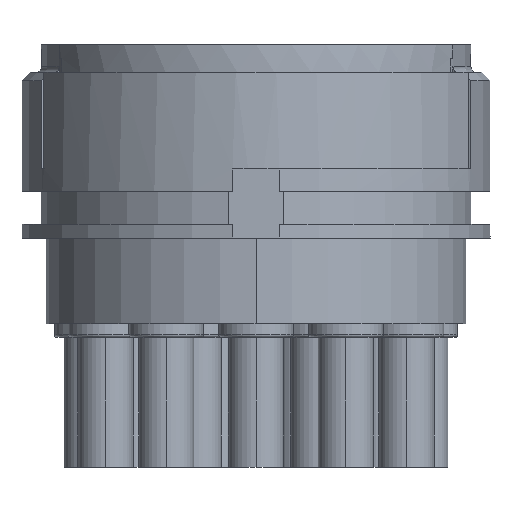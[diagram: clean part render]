
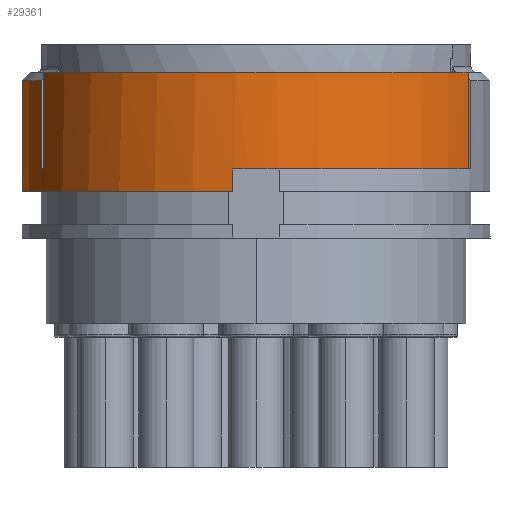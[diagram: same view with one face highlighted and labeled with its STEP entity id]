
A CAD part, front view. The second image highlights one B-rep face of the part: STEP entity #29361.
In plain terms, the highlighted cylindrical face has radius 8.5 mm (diameter 17 mm), a partial arc.
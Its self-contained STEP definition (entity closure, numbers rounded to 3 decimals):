
#2097=DIRECTION('',(0.,0.,1.));
#2098=VECTOR('',#2097,3.2);
#2099=CARTESIAN_POINT('',(-7.765,3.457,0.));
#2100=LINE('',#2099,#2098);
#2114=CARTESIAN_POINT('',(0.,0.,0.));
#2115=DIRECTION('',(0.,0.,1.));
#2116=DIRECTION('',(-0.904,0.428,0.));
#2117=AXIS2_PLACEMENT_3D('',#2114,#2115,#2116);
#2119=CARTESIAN_POINT('',(0.,0.,0.));
#2120=DIRECTION('',(0.,0.,-1.));
#2121=DIRECTION('',(0.1,-0.995,0.));
#2122=AXIS2_PLACEMENT_3D('',#2119,#2120,#2121);
#2124=CARTESIAN_POINT('',(0.,0.,-0.8));
#2125=DIRECTION('',(0.,0.,1.));
#2126=DIRECTION('',(-0.904,0.428,0.));
#2127=AXIS2_PLACEMENT_3D('',#2124,#2125,#2126);
#2129=CARTESIAN_POINT('',(0.,0.,0.));
#2130=DIRECTION('',(0.,0.,1.));
#2131=DIRECTION('',(0.1,-0.995,0.));
#2132=AXIS2_PLACEMENT_3D('',#2129,#2130,#2131);
#2352=DIRECTION('',(0.,0.,1.));
#2353=VECTOR('',#2352,0.8);
#2354=CARTESIAN_POINT('',(-7.684,3.634,-0.8));
#2355=LINE('',#2354,#2353);
#2368=DIRECTION('',(0.,0.,1.));
#2369=VECTOR('',#2368,0.8);
#2370=CARTESIAN_POINT('',(-0.85,-8.457,-0.8));
#2371=LINE('',#2370,#2369);
#15353=DIRECTION('',(0.,0.,-1.));
#15354=VECTOR('',#15353,3.5);
#15355=CARTESIAN_POINT('',(7.68,-3.643,3.5));
#15356=LINE('',#15355,#15354);
#15382=CARTESIAN_POINT('',(0.,0.,3.5));
#15383=DIRECTION('',(0.,0.,-1.));
#15384=DIRECTION('',(0.903,-0.429,0.));
#15385=AXIS2_PLACEMENT_3D('',#15382,#15383,#15384);
#15410=CARTESIAN_POINT('',(-7.499,-3.558,0.));
#15411=DIRECTION('',(0.,0.,1.));
#15412=DIRECTION('',(-0.914,-0.407,0.));
#15413=AXIS2_PLACEMENT_3D('',#15410,#15411,#15412);
#15435=DIRECTION('',(0.,0.,1.));
#15436=VECTOR('',#15435,3.5);
#15437=CARTESIAN_POINT('',(-7.68,-3.643,0.));
#15438=LINE('',#15437,#15436);
#15457=CARTESIAN_POINT('',(0.,0.,0.));
#15458=DIRECTION('',(0.,0.,1.));
#15459=DIRECTION('',(-0.914,-0.407,0.));
#15460=AXIS2_PLACEMENT_3D('',#15457,#15458,#15459);
#15475=DIRECTION('',(0.,0.,1.));
#15476=VECTOR('',#15475,3.2);
#15477=CARTESIAN_POINT('',(-7.765,-3.457,0.));
#15478=LINE('',#15477,#15476);
#15479=CARTESIAN_POINT('',(0.,0.,3.2));
#15480=DIRECTION('',(0.,0.,1.));
#15481=DIRECTION('',(-0.914,0.407,0.));
#15482=AXIS2_PLACEMENT_3D('',#15479,#15480,#15481);
#24068=CARTESIAN_POINT('',(7.68,-3.643,3.5));
#24070=VERTEX_POINT('',#24068);
#24084=CARTESIAN_POINT('',(-7.68,-3.643,3.5));
#24086=VERTEX_POINT('',#24084);
#24545=CARTESIAN_POINT('',(-7.684,3.634,0.));
#24546=CARTESIAN_POINT('',(-7.765,3.457,0.));
#24547=VERTEX_POINT('',#24545);
#24548=VERTEX_POINT('',#24546);
#24631=CARTESIAN_POINT('',(-0.85,-8.457,-0.8));
#24633=VERTEX_POINT('',#24631);
#24653=CARTESIAN_POINT('',(-7.684,3.634,-0.8));
#24654=VERTEX_POINT('',#24653);
#24657=CARTESIAN_POINT('',(-7.765,3.457,3.2));
#24658=CARTESIAN_POINT('',(-7.765,-3.457,3.2));
#24659=VERTEX_POINT('',#24657);
#24660=VERTEX_POINT('',#24658);
#24673=CARTESIAN_POINT('',(-7.765,-3.457,0.));
#24674=VERTEX_POINT('',#24673);
#27385=CARTESIAN_POINT('',(-7.682,-3.639,0.));
#27386=CARTESIAN_POINT('',(-7.68,-3.643,0.));
#27387=VERTEX_POINT('',#27385);
#27388=VERTEX_POINT('',#27386);
#27389=CARTESIAN_POINT('',(0.85,-8.457,0.));
#27390=CARTESIAN_POINT('',(7.68,-3.643,0.));
#27391=VERTEX_POINT('',#27389);
#27392=VERTEX_POINT('',#27390);
#27403=CARTESIAN_POINT('',(-0.85,-8.457,0.));
#27405=VERTEX_POINT('',#27403);
#29328=CARTESIAN_POINT('',(0.,0.,-0.225));
#29329=DIRECTION('',(0.,0.,-1.));
#29330=DIRECTION('',(0.914,-0.407,0.));
#29331=AXIS2_PLACEMENT_3D('',#29328,#29329,#29330);
#29332=CYLINDRICAL_SURFACE('',#29331,8.5);
#29334=ORIENTED_EDGE('',*,*,#29333,.T.);
#29336=ORIENTED_EDGE('',*,*,#29335,.F.);
#29338=ORIENTED_EDGE('',*,*,#29337,.F.);
#29340=ORIENTED_EDGE('',*,*,#29339,.T.);
#29341=ORIENTED_EDGE('',*,*,#29319,.T.);
#29342=ORIENTED_EDGE('',*,*,#29292,.T.);
#29344=ORIENTED_EDGE('',*,*,#29343,.T.);
#29346=ORIENTED_EDGE('',*,*,#29345,.F.);
#29348=ORIENTED_EDGE('',*,*,#29347,.T.);
#29350=ORIENTED_EDGE('',*,*,#29349,.T.);
#29352=ORIENTED_EDGE('',*,*,#29351,.T.);
#29354=ORIENTED_EDGE('',*,*,#29353,.F.);
#29356=ORIENTED_EDGE('',*,*,#29355,.T.);
#29358=ORIENTED_EDGE('',*,*,#29357,.F.);
#29359=EDGE_LOOP('',(#29334,#29336,#29338,#29340,#29341,#29342,#29344,#29346,
#29348,#29350,#29352,#29354,#29356,#29358));
#29360=FACE_OUTER_BOUND('',#29359,.F.);
#2118=CIRCLE('',#2117,8.5);
#2123=CIRCLE('',#2122,8.5);
#2128=CIRCLE('',#2127,8.5);
#2133=CIRCLE('',#2132,8.5);
#15386=CIRCLE('',#15385,8.5);
#15414=CIRCLE('',#15413,0.2);
#15461=CIRCLE('',#15460,8.5);
#15483=CIRCLE('',#15482,8.5);
#29292=EDGE_CURVE('',#24548,#24659,#2100,.T.);
#29319=EDGE_CURVE('',#24547,#24548,#2118,.T.);
#29333=EDGE_CURVE('',#27391,#27405,#2123,.T.);
#29335=EDGE_CURVE('',#24633,#27405,#2371,.T.);
#29337=EDGE_CURVE('',#24654,#24633,#2128,.T.);
#29339=EDGE_CURVE('',#24654,#24547,#2355,.T.);
#29343=EDGE_CURVE('',#24659,#24660,#15483,.T.);
#29345=EDGE_CURVE('',#24674,#24660,#15478,.T.);
#29347=EDGE_CURVE('',#24674,#27387,#15461,.T.);
#29349=EDGE_CURVE('',#27387,#27388,#15414,.T.);
#29351=EDGE_CURVE('',#27388,#24086,#15438,.T.);
#29353=EDGE_CURVE('',#24070,#24086,#15386,.T.);
#29355=EDGE_CURVE('',#24070,#27392,#15356,.T.);
#29357=EDGE_CURVE('',#27391,#27392,#2133,.T.);
#29361=ADVANCED_FACE('',(#29360),#29332,.T.);
